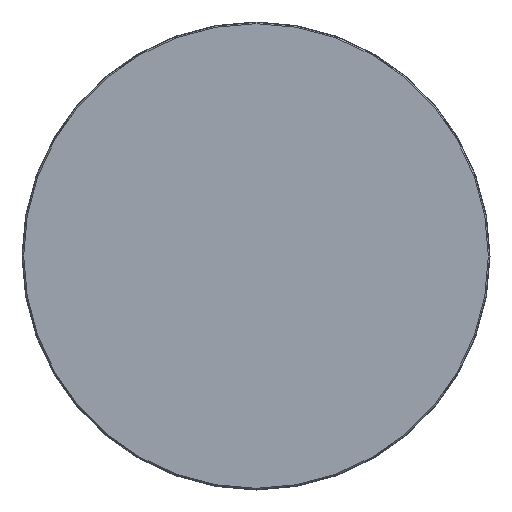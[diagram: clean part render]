
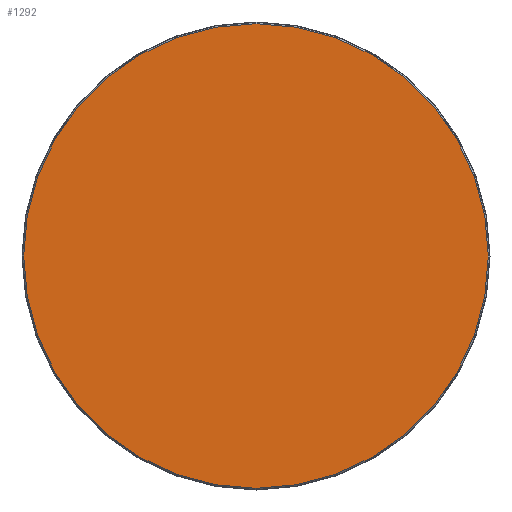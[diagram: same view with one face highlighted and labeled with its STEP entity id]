
A CAD part, left-side view. The second image highlights one B-rep face of the part: STEP entity #1292.
In plain terms, the highlighted planar face has unit normal (-1, 0, 0).
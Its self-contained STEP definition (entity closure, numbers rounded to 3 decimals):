
#9 = AXIS2_PLACEMENT_3D ( 'NONE', #4129, #5714, #5598 ) ;
#118 = AXIS2_PLACEMENT_3D ( 'NONE', #4444, #4969, #5501 ) ;
#1050 = CIRCLE ( 'NONE', #9, 87.601 ) ;
#1194 = CARTESIAN_POINT ( 'NONE',  ( 18.299, 87.601, -68.223 ) ) ;
#1292 = ADVANCED_FACE ( 'NONE', ( #2052 ), #4456, .F. ) ;
#1309 = EDGE_LOOP ( 'NONE', ( #5301, #2310 ) ) ;
#2052 = FACE_OUTER_BOUND ( 'NONE', #1309, .T. ) ;
#2310 = ORIENTED_EDGE ( 'NONE', *, *, #3606, .F. ) ;
#2828 = CARTESIAN_POINT ( 'NONE',  ( 18.299, 0., -68.223 ) ) ;
#2956 = EDGE_CURVE ( 'NONE', #4902, #3105, #5135, .T. ) ;
#3105 = VERTEX_POINT ( 'NONE', #3491 ) ;
#3491 = CARTESIAN_POINT ( 'NONE',  ( 18.299, -87.601, -68.223 ) ) ;
#3606 = EDGE_CURVE ( 'NONE', #3105, #4902, #1050, .T. ) ;
#3651 = AXIS2_PLACEMENT_3D ( 'NONE', #2828, #6557, #6506 ) ;
#4129 = CARTESIAN_POINT ( 'NONE',  ( 18.299, 0., -68.223 ) ) ;
#4444 = CARTESIAN_POINT ( 'NONE',  ( 18.299, 0., -68.223 ) ) ;
#4456 = PLANE ( 'NONE',  #3651 ) ;
#4902 = VERTEX_POINT ( 'NONE', #1194 ) ;
#4969 = DIRECTION ( 'NONE',  ( 1., 0., 0. ) ) ;
#5135 = CIRCLE ( 'NONE', #118, 87.601 ) ;
#5301 = ORIENTED_EDGE ( 'NONE', *, *, #2956, .F. ) ;
#5501 = DIRECTION ( 'NONE',  ( 0., 1., 0. ) ) ;
#5598 = DIRECTION ( 'NONE',  ( 0., 1., 0. ) ) ;
#5714 = DIRECTION ( 'NONE',  ( 1., 0., 0. ) ) ;
#6506 = DIRECTION ( 'NONE',  ( 0., 1., 0. ) ) ;
#6557 = DIRECTION ( 'NONE',  ( 1., 0., 0. ) ) ;
